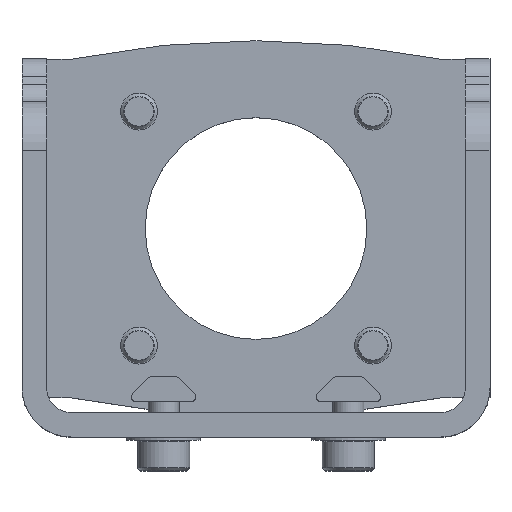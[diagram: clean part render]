
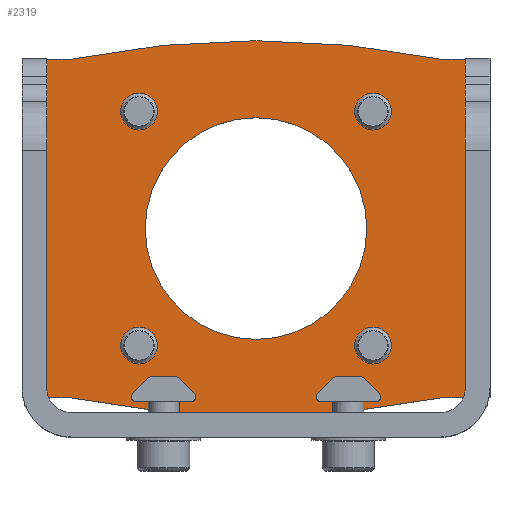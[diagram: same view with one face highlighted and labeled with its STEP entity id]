
A CAD part, top view. The second image highlights one B-rep face of the part: STEP entity #2319.
In plain terms, the highlighted planar face has unit normal (0, 0, 1).
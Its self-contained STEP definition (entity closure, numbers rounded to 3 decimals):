
#245=CIRCLE('',#2557,151.5);
#247=CIRCLE('',#2560,151.5);
#248=CIRCLE('',#2562,2.459);
#249=CIRCLE('',#2563,2.459);
#250=CIRCLE('',#2564,2.459);
#251=CIRCLE('',#2565,2.459);
#252=CIRCLE('',#2566,18.);
#477=ORIENTED_EDGE('',*,*,#1077,.T.);
#478=ORIENTED_EDGE('',*,*,#1078,.T.);
#479=ORIENTED_EDGE('',*,*,#1079,.T.);
#480=ORIENTED_EDGE('',*,*,#1080,.T.);
#481=ORIENTED_EDGE('',*,*,#1081,.T.);
#482=ORIENTED_EDGE('',*,*,#1076,.T.);
#483=ORIENTED_EDGE('',*,*,#1011,.T.);
#484=ORIENTED_EDGE('',*,*,#1082,.T.);
#485=ORIENTED_EDGE('',*,*,#1003,.F.);
#486=ORIENTED_EDGE('',*,*,#1074,.T.);
#487=ORIENTED_EDGE('',*,*,#999,.F.);
#488=ORIENTED_EDGE('',*,*,#1083,.T.);
#489=ORIENTED_EDGE('',*,*,#1015,.T.);
#999=EDGE_CURVE('',#1310,#1311,#1523,.T.);
#1003=EDGE_CURVE('',#1314,#1315,#1527,.T.);
#1011=EDGE_CURVE('',#1323,#1322,#1535,.T.);
#1015=EDGE_CURVE('',#1326,#1327,#1539,.T.);
#1074=EDGE_CURVE('',#1314,#1311,#245,.T.);
#1076=EDGE_CURVE('',#1327,#1323,#247,.T.);
#1077=EDGE_CURVE('',#1364,#1364,#248,.T.);
#1078=EDGE_CURVE('',#1365,#1365,#249,.T.);
#1079=EDGE_CURVE('',#1366,#1366,#250,.T.);
#1080=EDGE_CURVE('',#1367,#1367,#251,.T.);
#1081=EDGE_CURVE('',#1368,#1368,#252,.T.);
#1082=EDGE_CURVE('',#1322,#1315,#1569,.T.);
#1083=EDGE_CURVE('',#1310,#1326,#1570,.T.);
#1310=VERTEX_POINT('',#3598);
#1311=VERTEX_POINT('',#3600);
#1314=VERTEX_POINT('',#3608);
#1315=VERTEX_POINT('',#3609);
#1322=VERTEX_POINT('',#3624);
#1323=VERTEX_POINT('',#3626);
#1326=VERTEX_POINT('',#3634);
#1327=VERTEX_POINT('',#3635);
#1364=VERTEX_POINT('',#3755);
#1365=VERTEX_POINT('',#3757);
#1366=VERTEX_POINT('',#3759);
#1367=VERTEX_POINT('',#3761);
#1368=VERTEX_POINT('',#3763);
#1523=LINE('',#3599,#1681);
#1527=LINE('',#3607,#1685);
#1535=LINE('',#3625,#1693);
#1539=LINE('',#3633,#1697);
#1569=LINE('',#3764,#1727);
#1570=LINE('',#3765,#1728);
#1681=VECTOR('',#2839,1000.);
#1685=VECTOR('',#2845,1000.);
#1693=VECTOR('',#2855,1000.);
#1697=VECTOR('',#2861,1000.);
#1727=VECTOR('',#3007,1000.);
#1728=VECTOR('',#3008,1000.);
#1852=EDGE_LOOP('',(#477));
#1853=EDGE_LOOP('',(#478));
#1854=EDGE_LOOP('',(#479));
#1855=EDGE_LOOP('',(#480));
#1856=EDGE_LOOP('',(#481));
#1857=EDGE_LOOP('',(#482,#483,#484,#485,#486,#487,#488,#489));
#2058=FACE_BOUND('',#1852,.T.);
#2059=FACE_BOUND('',#1853,.T.);
#2060=FACE_BOUND('',#1854,.T.);
#2061=FACE_BOUND('',#1855,.T.);
#2062=FACE_BOUND('',#1856,.T.);
#2063=FACE_BOUND('',#1857,.T.);
#2244=PLANE('',#2561);
#2319=ADVANCED_FACE('',(#2058,#2059,#2060,#2061,#2062,#2063),#2244,.T.);
#2557=AXIS2_PLACEMENT_3D('',#3749,#2987,#2988);
#2560=AXIS2_PLACEMENT_3D('',#3752,#2993,#2994);
#2561=AXIS2_PLACEMENT_3D('',#3753,#2995,#2996);
#2562=AXIS2_PLACEMENT_3D('',#3754,#2997,#2998);
#2563=AXIS2_PLACEMENT_3D('',#3756,#2999,#3000);
#2564=AXIS2_PLACEMENT_3D('',#3758,#3001,#3002);
#2565=AXIS2_PLACEMENT_3D('',#3760,#3003,#3004);
#2566=AXIS2_PLACEMENT_3D('',#3762,#3005,#3006);
#2839=DIRECTION('',(-1.,0.,0.));
#2845=DIRECTION('',(-1.,0.,0.));
#2855=DIRECTION('',(-1.,0.,0.));
#2861=DIRECTION('',(-1.,0.,0.));
#2987=DIRECTION('',(0.,0.,1.));
#2988=DIRECTION('',(1.,0.,0.));
#2993=DIRECTION('',(0.,0.,1.));
#2994=DIRECTION('',(1.,0.,0.));
#2995=DIRECTION('',(0.,0.,1.));
#2996=DIRECTION('',(1.,0.,0.));
#2997=DIRECTION('',(0.,0.,-1.));
#2998=DIRECTION('',(-1.,0.,0.));
#2999=DIRECTION('',(0.,0.,-1.));
#3000=DIRECTION('',(-1.,0.,0.));
#3001=DIRECTION('',(0.,0.,-1.));
#3002=DIRECTION('',(-1.,0.,0.));
#3003=DIRECTION('',(0.,0.,-1.));
#3004=DIRECTION('',(-1.,0.,0.));
#3005=DIRECTION('',(0.,0.,-1.));
#3006=DIRECTION('',(-1.,0.,0.));
#3007=DIRECTION('',(0.,-1.,0.));
#3008=DIRECTION('',(0.,1.,0.));
#3598=CARTESIAN_POINT('',(34.,-27.5,6.));
#3599=CARTESIAN_POINT('',(-38.,-27.5,6.));
#3600=CARTESIAN_POINT('',(30.,-27.5,6.));
#3607=CARTESIAN_POINT('',(-38.,-27.5,6.));
#3608=CARTESIAN_POINT('',(-30.,-27.5,6.));
#3609=CARTESIAN_POINT('',(-34.,-27.5,6.));
#3624=CARTESIAN_POINT('',(-34.,27.5,6.));
#3625=CARTESIAN_POINT('',(34.,27.5,6.));
#3626=CARTESIAN_POINT('',(-30.,27.5,6.));
#3633=CARTESIAN_POINT('',(34.,27.5,6.));
#3634=CARTESIAN_POINT('',(34.,27.5,6.));
#3635=CARTESIAN_POINT('',(30.,27.5,6.));
#3749=CARTESIAN_POINT('',(0.,121.,6.));
#3752=CARTESIAN_POINT('',(0.,-121.,6.));
#3753=CARTESIAN_POINT('',(0.,121.,6.));
#3754=CARTESIAN_POINT('',(-19.,-19.,6.));
#3755=CARTESIAN_POINT('',(-21.459,-19.,6.));
#3756=CARTESIAN_POINT('',(-19.,19.,6.));
#3757=CARTESIAN_POINT('',(-21.459,19.,6.));
#3758=CARTESIAN_POINT('',(19.,-19.,6.));
#3759=CARTESIAN_POINT('',(16.542,-19.,6.));
#3760=CARTESIAN_POINT('',(19.,19.,6.));
#3761=CARTESIAN_POINT('',(16.542,19.,6.));
#3762=CARTESIAN_POINT('',(0.,0.,6.));
#3763=CARTESIAN_POINT('',(-18.,0.,6.));
#3764=CARTESIAN_POINT('',(-34.,27.5,6.));
#3765=CARTESIAN_POINT('',(34.,-30.,6.));
